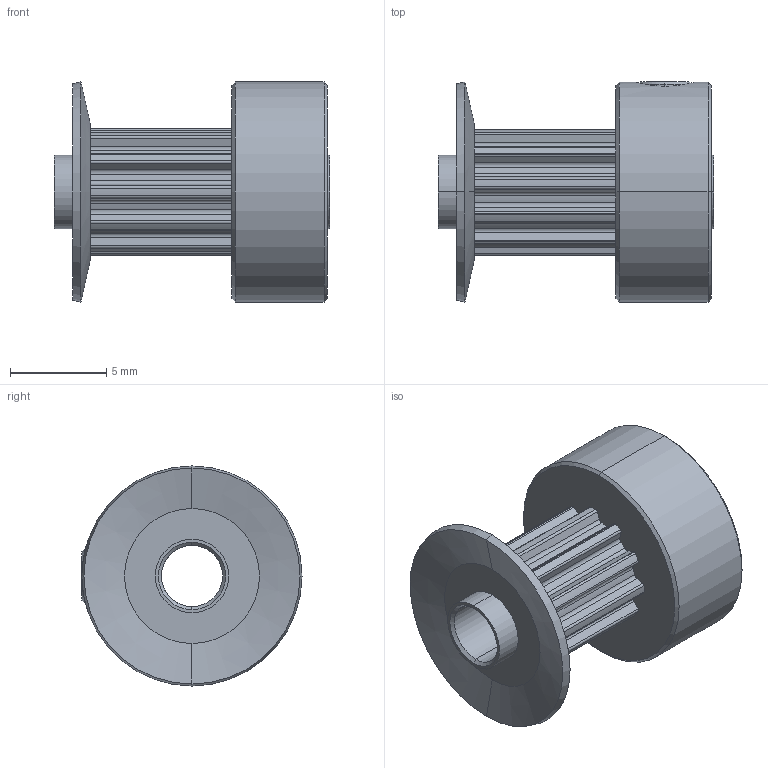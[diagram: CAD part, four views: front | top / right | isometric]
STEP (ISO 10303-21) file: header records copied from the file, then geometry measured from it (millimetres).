
FILE_DESCRIPTION (( 'STEP AP214' ), '1' );
FILE_NAME ('APB11MXL025CF-125.step', '2016-06-13T20:58:05', ( '' ), ( '' ), 'SwSTEP 2.0', 'SolidWorks 2016', '' );
FILE_SCHEMA (( 'AUTOMOTIVE_DESIGN' ));
Length unit declared in the file: inch
Products named in the file (1): APB11MXL025CF-125
Bounding box: 14.29 x 11.43 x 11.43 mm (x, y, z)
Volume: 645.8 mm3; surface area: 946.6 mm2
Topology: 2 solids, 2 shells, 142 faces, 385 edges, 252 vertices
Faces by surface type: cylinder 87, plane 37, cone 16, bspline 2
Entity records: 5873 total; most frequent: CARTESIAN_POINT 2075, DIRECTION 845, ORIENTED_EDGE 770, EDGE_CURVE 385, AXIS2_PLACEMENT_3D 329, VERTEX_POINT 252, CIRCLE 188, VECTOR 187
